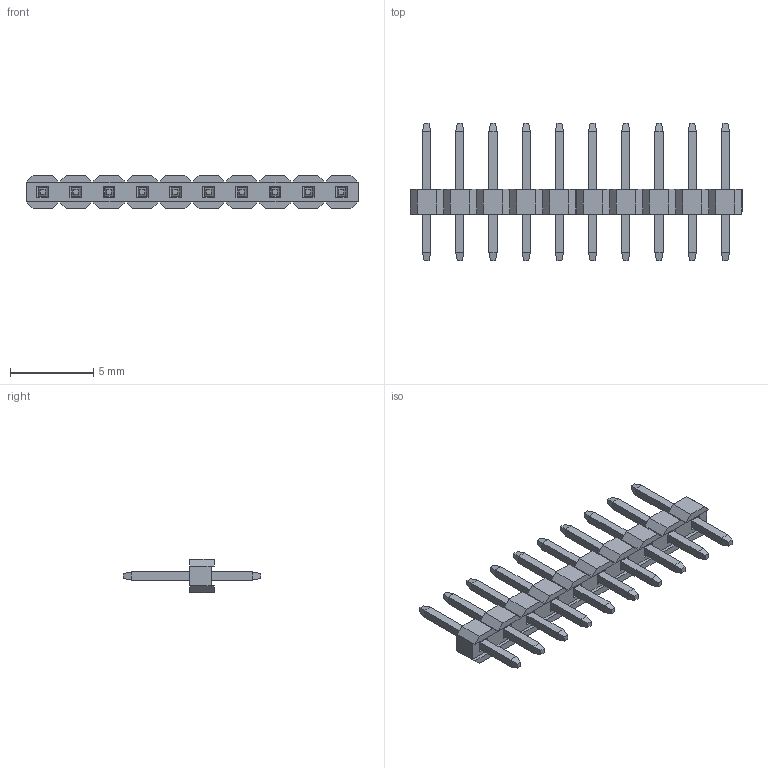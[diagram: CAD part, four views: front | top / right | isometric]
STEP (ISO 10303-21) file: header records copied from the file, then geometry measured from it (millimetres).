
FILE_DESCRIPTION( ('This file contains a STEP AP42 implementation' ,'as created by ZW3D STEP Interface translator.') ,'2;1' );
FILE_NAME( '1215-1110XXS083XXXX.stp' ,'23 321.11 454', (''), ('ZWCAD Software Co.'), 'Version 1.0', 'ZW3D to STEP translator', '' );
FILE_SCHEMA(('AUTOMOTIVE_DESIGN { 1 0 10303 214 1 1 1 1 }'));
Length unit declared in the file: millimetre
Products named in the file (2): 0; 1215-1120XXS083XXXX
Bounding box: 20 x 8.3 x 2 mm (x, y, z)
Volume: 66.3 mm3; surface area: 337.6 mm2
Topology: 11 solids, 11 shells, 346 faces, 812 edges, 488 vertices
Faces by surface type: plane 346
Entity records: 9879 total; most frequent: CARTESIAN_POINT 1647, ORIENTED_EDGE 1624, DIRECTION 1506, VECTOR 812, LINE 812, EDGE_CURVE 812, VERTEX_POINT 488, EDGE_LOOP 366
